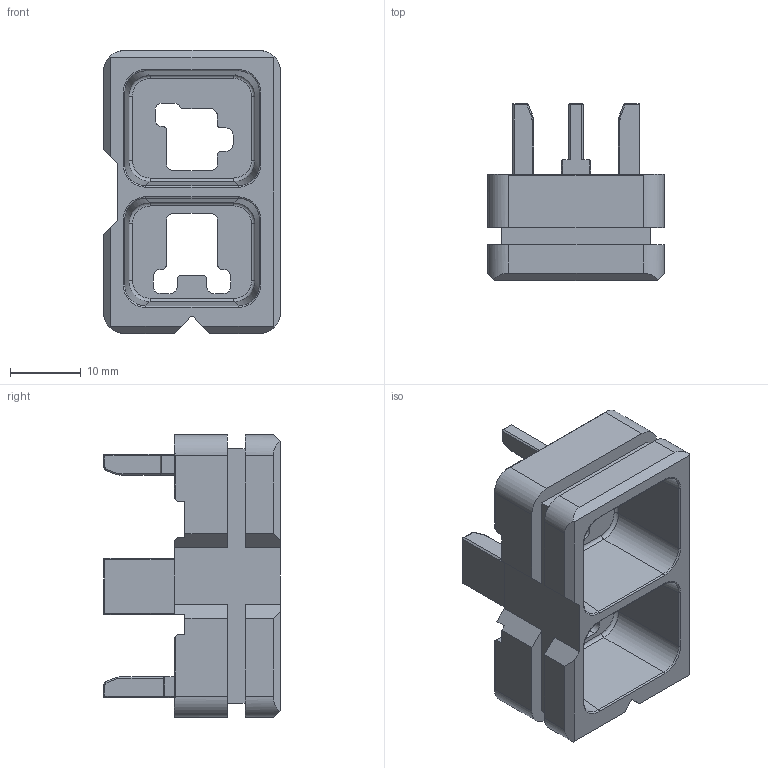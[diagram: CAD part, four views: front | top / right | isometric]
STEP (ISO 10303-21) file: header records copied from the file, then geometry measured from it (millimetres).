
FILE_DESCRIPTION(/* description */ (''),/* implementation_level */ '2;1');
FILE_NAME(/* name */ '45245',/* time_stamp */ '2020-12-31T15:43:20+08:00',/* author */ (''),/* organization */ (''),/* preprocessor_version */ 'ST-DEVELOPER v9',/* originating_system */ 'UGS - NX 4.0',/* authorisation */ '');
FILE_SCHEMA (('CONFIG_CONTROL_DESIGN'));
Length unit declared in the file: millimetre
Products named in the file (1): AdmiF501pyah
Bounding box: 25 x 25 x 40 mm (x, y, z)
Volume: 7293.8 mm3; surface area: 6116 mm2
Topology: 1 solids, 1 shells, 276 faces, 746 edges, 462 vertices
Faces by surface type: plane 140, cylinder 102, bspline 16, sphere 12, torus 6
Entity records: 8907 total; most frequent: CARTESIAN_POINT 2001, ORIENTED_EDGE 1468, DIRECTION 1382, EDGE_CURVE 734, LINE 490, VECTOR 490, VERTEX_POINT 462, AXIS2_PLACEMENT_3D 446
